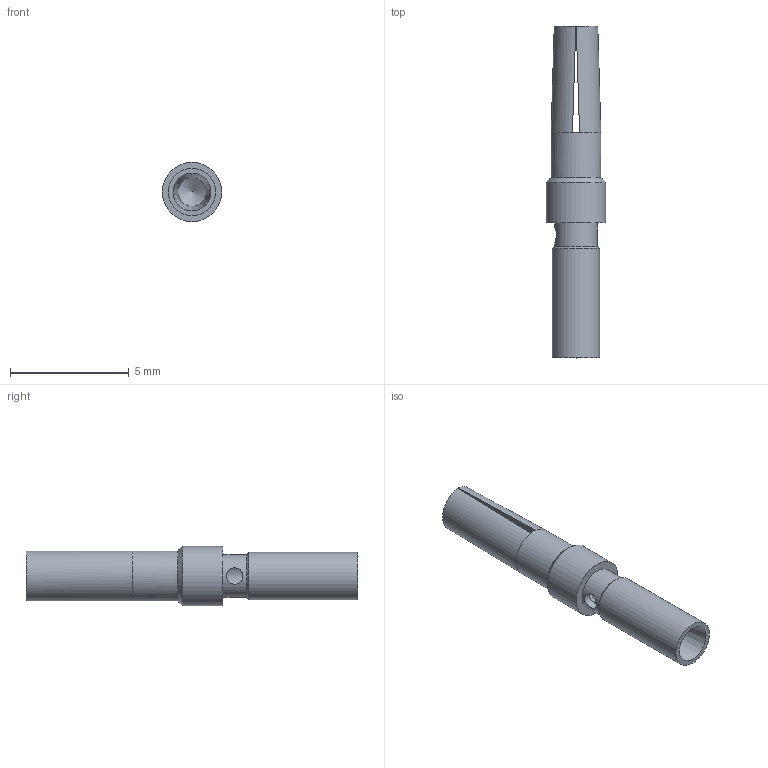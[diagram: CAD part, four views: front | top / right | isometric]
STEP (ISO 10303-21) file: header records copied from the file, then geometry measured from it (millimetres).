
FILE_DESCRIPTION(/* description */ (''),/* implementation_level */ '2;1');
FILE_NAME(/* name */ 'FM20S-005-0.5-02_1010090000010.stp',/* time_stamp */ '2023-07-31T14:53:01+08:00',/* author */ (''),/* organization */ (''),/* preprocessor_version */ 'ST-DEVELOPER v11',/* originating_system */ 'SIEMENS PLM Software NX 7.5',/* authorisation */ '');
FILE_SCHEMA (('CONFIG_CONTROL_DESIGN'));
Length unit declared in the file: millimetre
Products named in the file (1): 5A
Bounding box: 2.5 x 14 x 2.5 mm (x, y, z)
Volume: 27.2 mm3; surface area: 154.6 mm2
Topology: 1 solids, 1 shells, 30 faces, 72 edges, 44 vertices
Faces by surface type: plane 10, bspline 8, cylinder 7, cone 5
Full cylindrical faces by diameter (mm): 0.7 x1, 1.2 x1, 1.65 x1, 1.8 x1, 2 x1, 2.1 x1, 2.5 x1
Entity records: 2414 total; most frequent: CARTESIAN_POINT 1777, ORIENTED_EDGE 106, DIRECTION 92, EDGE_CURVE 53, EDGE_LOOP 44, VERTEX_POINT 39, AXIS2_PLACEMENT_3D 38, ADVANCED_FACE 30
